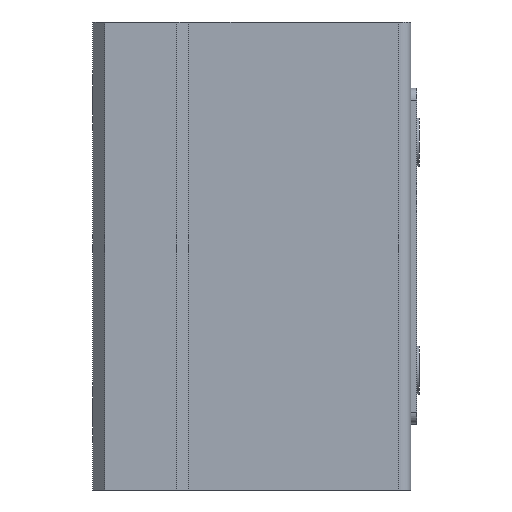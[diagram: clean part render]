
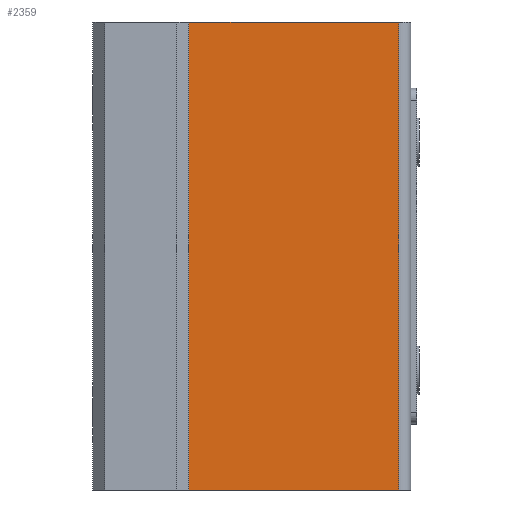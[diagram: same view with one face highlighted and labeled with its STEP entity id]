
A CAD part, left-side view. The second image highlights one B-rep face of the part: STEP entity #2359.
In plain terms, the highlighted planar face has unit normal (-1, 0, 0).
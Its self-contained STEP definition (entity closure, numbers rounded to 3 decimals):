
#661=ORIENTED_EDGE('',*,*,#1081,.F.);
#662=ORIENTED_EDGE('',*,*,#1080,.F.);
#663=ORIENTED_EDGE('',*,*,#1082,.T.);
#664=ORIENTED_EDGE('',*,*,#1083,.T.);
#1080=EDGE_CURVE('',#1330,#1329,#1580,.T.);
#1081=EDGE_CURVE('',#1329,#1331,#1581,.T.);
#1082=EDGE_CURVE('',#1330,#1332,#1582,.T.);
#1083=EDGE_CURVE('',#1332,#1331,#1583,.T.);
#1329=VERTEX_POINT('',#3879);
#1330=VERTEX_POINT('',#3881);
#1331=VERTEX_POINT('',#3885);
#1332=VERTEX_POINT('',#3887);
#1580=LINE('',#3882,#1830);
#1581=LINE('',#3884,#1831);
#1582=LINE('',#3886,#1832);
#1583=LINE('',#3888,#1833);
#1830=VECTOR('',#3155,1000.);
#1831=VECTOR('',#3158,1000.);
#1832=VECTOR('',#3159,1000.);
#1833=VECTOR('',#3160,1000.);
#1972=EDGE_LOOP('',(#661,#662,#663,#664));
#2126=FACE_BOUND('',#1972,.T.);
#2244=PLANE('',#2588);
#2359=ADVANCED_FACE('',(#2126),#2244,.T.);
#2588=AXIS2_PLACEMENT_3D('',#3883,#3156,#3157);
#3155=DIRECTION('',(0.,0.,1.));
#3156=DIRECTION('',(-1.,0.,0.));
#3157=DIRECTION('',(0.,0.,1.));
#3158=DIRECTION('',(0.,-1.,0.));
#3159=DIRECTION('',(0.,-1.,0.));
#3160=DIRECTION('',(0.,0.,1.));
#3879=CARTESIAN_POINT('',(-19.,-8.,0.));
#3881=CARTESIAN_POINT('',(-19.,-8.,-39.));
#3882=CARTESIAN_POINT('',(-19.,-8.,-39.));
#3883=CARTESIAN_POINT('',(-19.,-8.,-39.));
#3884=CARTESIAN_POINT('',(-19.,-8.,0.));
#3885=CARTESIAN_POINT('',(-19.,-25.5,0.));
#3886=CARTESIAN_POINT('',(-19.,-8.,-39.));
#3887=CARTESIAN_POINT('',(-19.,-25.5,-39.));
#3888=CARTESIAN_POINT('',(-19.,-25.5,-39.));
